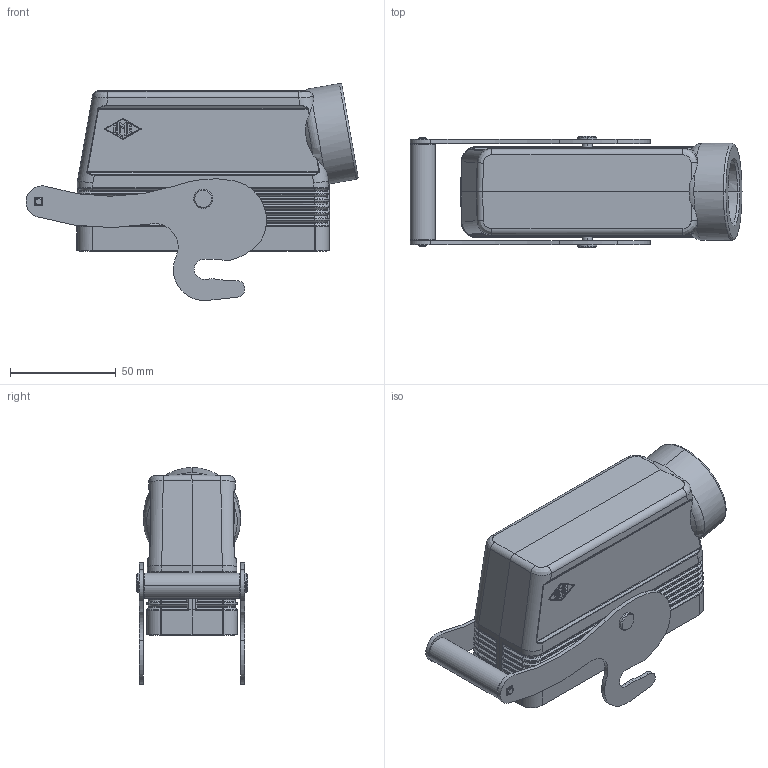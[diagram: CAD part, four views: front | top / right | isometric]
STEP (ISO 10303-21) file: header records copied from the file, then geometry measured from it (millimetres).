
FILE_DESCRIPTION(('Creo Elements/Direct Modeling STEP Export'),'2;1');
FILE_NAME('223mij860m58arh8328','2024-01-12T10:33:22',(''),(''),'Creo Elements/Direct Modeling STEP processor for AP214 (Solid Model)','Creo Elements/Direct Modeling 20.5B 27-May-2023 (C) Parametric Technology GmbH','');
FILE_SCHEMA(('AUTOMOTIVE_DESIGN { 1 0 10303 214 1 1 1 1 }'));
Length unit declared in the file: millimetre
Products named in the file (2): MAO 24 YX32
Assembly tree (1 placements, depth 2):
  MAO 24 YX32
    MAO 24 YX32
Bounding box: 157.32 x 53 x 102.84 mm (x, y, z)
Volume: 106386.6 mm3; surface area: 70832.5 mm2
Topology: 1 solids, 1 shells, 808 faces, 2014 edges, 1222 vertices
Faces by surface type: cylinder 252, plane 233, bspline 117, cone 109, torus 81, sphere 8, extrusion 8
Entity records: 37029 total; most frequent: CARTESIAN_POINT 12348, ORIENTED_EDGE 4020, DIRECTION 3519, EDGE_CURVE 2010, AXIS2_PLACEMENT_3D 1324, VERTEX_POINT 1222, VECTOR 871, LINE 863
